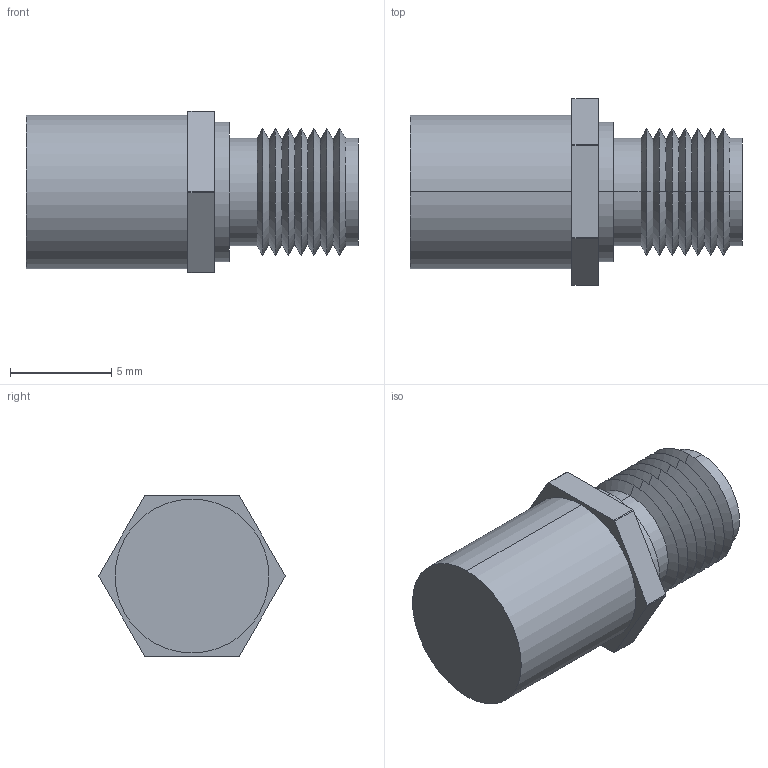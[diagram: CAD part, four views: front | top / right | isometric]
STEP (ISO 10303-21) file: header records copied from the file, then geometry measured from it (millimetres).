
FILE_DESCRIPTION (( 'STEP AP214' ), '1' );
FILE_NAME ('LCAT1005-10_3D.STEP', '2021-02-25T22:16:52', ( '' ), ( '' ), 'SwSTEP 2.0', 'SolidWorks 2018', '' );
FILE_SCHEMA (( 'AUTOMOTIVE_DESIGN' ));
Length unit declared in the file: millimetre
Products named in the file (1): LCAT1005-10_3D
Bounding box: 16.4 x 9.2 x 8 mm (x, y, z)
Volume: 583.5 mm3; surface area: 608 mm2
Topology: 1 solids, 1 shells, 70 faces, 148 edges, 88 vertices
Faces by surface type: cone 32, cylinder 22, plane 16
Entity records: 1906 total; most frequent: DIRECTION 366, CARTESIAN_POINT 307, ORIENTED_EDGE 296, EDGE_CURVE 148, AXIS2_PLACEMENT_3D 147, VERTEX_POINT 88, EDGE_LOOP 78, CIRCLE 76
